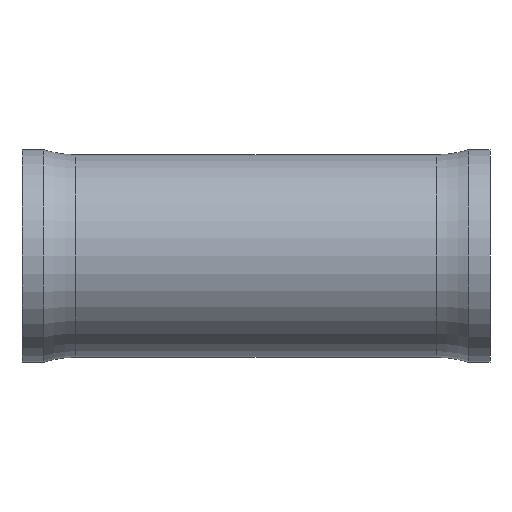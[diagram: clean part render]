
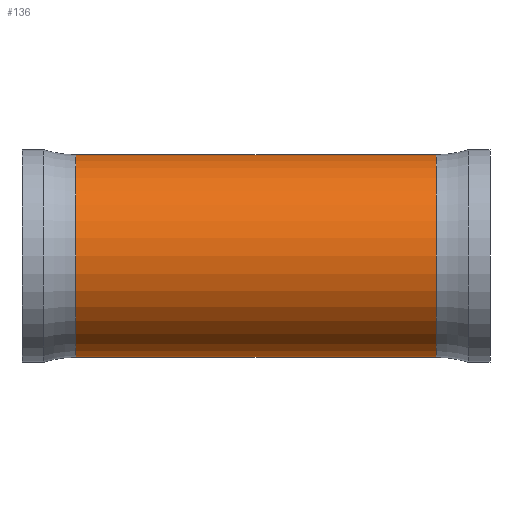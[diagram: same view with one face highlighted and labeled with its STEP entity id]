
A CAD part, left-side view. The second image highlights one B-rep face of the part: STEP entity #136.
In plain terms, the highlighted cylindrical face has radius 23.812 mm (diameter 47.625 mm), a partial arc.
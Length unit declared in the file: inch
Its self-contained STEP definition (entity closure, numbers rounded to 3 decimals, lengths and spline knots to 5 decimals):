
#16 = CARTESIAN_POINT ( 'NONE',  ( 0., 5.49933, 0. ) ) ;
#26 = AXIS2_PLACEMENT_3D ( 'NONE', #79, #182, #246 ) ;
#32 = ORIENTED_EDGE ( 'NONE', *, *, #149, .F. ) ;
#62 = ORIENTED_EDGE ( 'NONE', *, *, #528, .T. ) ;
#79 = CARTESIAN_POINT ( 'NONE',  ( 0., 3.83232, 0. ) ) ;
#80 = EDGE_LOOP ( 'NONE', ( #32, #280, #62, #263 ) ) ;
#136 = ADVANCED_FACE ( 'NONE', ( #567 ), #583, .T. ) ;
#149 = EDGE_CURVE ( 'NONE', #531, #395, #576, .T. ) ;
#153 = CIRCLE ( 'NONE', #26, 0.9375 ) ;
#155 = VECTOR ( 'NONE', #372, 39.37008 ) ;
#177 = CARTESIAN_POINT ( 'NONE',  ( 0., 0.49839, -0.9375 ) ) ;
#182 = DIRECTION ( 'NONE',  ( 0., 1., 0. ) ) ;
#196 = DIRECTION ( 'NONE',  ( 0., 1., 0. ) ) ;
#203 = CARTESIAN_POINT ( 'NONE',  ( 0., 5.49933, -0.9375 ) ) ;
#217 = VECTOR ( 'NONE', #196, 39.37008 ) ;
#240 = LINE ( 'NONE', #255, #217 ) ;
#246 = DIRECTION ( 'NONE',  ( 0., 0., 1. ) ) ;
#250 = CIRCLE ( 'NONE', #468, 0.9375 ) ;
#255 = CARTESIAN_POINT ( 'NONE',  ( 0., 5.49933, 0.9375 ) ) ;
#263 = ORIENTED_EDGE ( 'NONE', *, *, #587, .F. ) ;
#280 = ORIENTED_EDGE ( 'NONE', *, *, #316, .T. ) ;
#316 = EDGE_CURVE ( 'NONE', #531, #493, #250, .T. ) ;
#349 = VERTEX_POINT ( 'NONE', #630 ) ;
#372 = DIRECTION ( 'NONE',  ( 0., 1., 0. ) ) ;
#386 = AXIS2_PLACEMENT_3D ( 'NONE', #16, #425, #622 ) ;
#395 = VERTEX_POINT ( 'NONE', #572 ) ;
#425 = DIRECTION ( 'NONE',  ( 0., 1., 0. ) ) ;
#468 = AXIS2_PLACEMENT_3D ( 'NONE', #534, #527, #546 ) ;
#493 = VERTEX_POINT ( 'NONE', #498 ) ;
#498 = CARTESIAN_POINT ( 'NONE',  ( 0., 0.49839, 0.9375 ) ) ;
#527 = DIRECTION ( 'NONE',  ( 0., 1., 0. ) ) ;
#528 = EDGE_CURVE ( 'NONE', #493, #349, #240, .T. ) ;
#531 = VERTEX_POINT ( 'NONE', #177 ) ;
#534 = CARTESIAN_POINT ( 'NONE',  ( 0., 0.49839, 0. ) ) ;
#546 = DIRECTION ( 'NONE',  ( 0., 0., 1. ) ) ;
#567 = FACE_OUTER_BOUND ( 'NONE', #80, .T. ) ;
#572 = CARTESIAN_POINT ( 'NONE',  ( 0., 3.83232, -0.9375 ) ) ;
#576 = LINE ( 'NONE', #203, #155 ) ;
#583 = CYLINDRICAL_SURFACE ( 'NONE', #386, 0.9375 ) ;
#587 = EDGE_CURVE ( 'NONE', #395, #349, #153, .T. ) ;
#622 = DIRECTION ( 'NONE',  ( 0., 0., 1. ) ) ;
#630 = CARTESIAN_POINT ( 'NONE',  ( 0., 3.83232, 0.9375 ) ) ;
